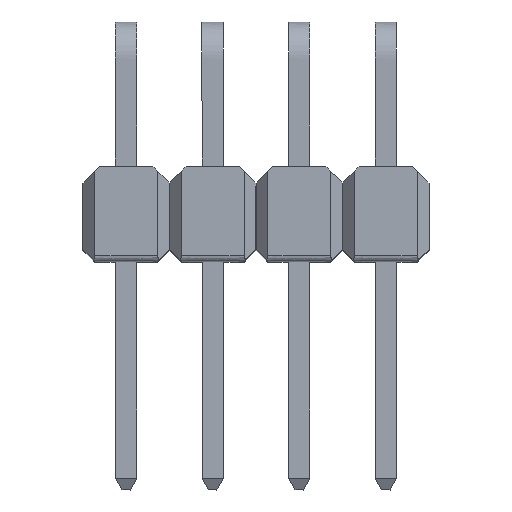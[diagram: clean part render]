
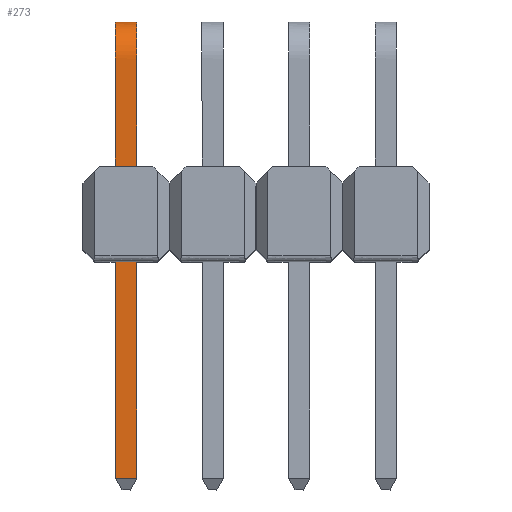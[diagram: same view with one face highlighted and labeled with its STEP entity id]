
A CAD part, top view. The second image highlights one B-rep face of the part: STEP entity #273.
In plain terms, the highlighted free-form (B-spline) face has degree [1, 2] with [2, 9] control points.
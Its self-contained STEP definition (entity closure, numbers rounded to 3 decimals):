
#273=ADVANCED_FACE('',(#593),#10475,.T.);
#593=FACE_OUTER_BOUND('',#918,.T.);
#918=EDGE_LOOP('',(#1471,#1472,#1473,#1474));
#1471=ORIENTED_EDGE('',*,*,#7121,.T.);
#1472=ORIENTED_EDGE('',*,*,#7111,.F.);
#1473=ORIENTED_EDGE('',*,*,#7122,.T.);
#1474=ORIENTED_EDGE('',*,*,#7118,.F.);
#2829=(
BOUNDED_CURVE()
B_SPLINE_CURVE(2,(#12969,#12970,#12971,#12972,#12973,#12974,#12975,#12976,
#12977),.UNSPECIFIED.,.F.,.F.)
B_SPLINE_CURVE_WITH_KNOTS((3,2,2,2,3),(-59.405,-47.092,
-45.388,-42.385,-39.845),.UNSPECIFIED.)
CURVE()
GEOMETRIC_REPRESENTATION_ITEM()
RATIONAL_B_SPLINE_CURVE((1.,1.,1.,0.707,1.,1.,1.,1.,1.))
REPRESENTATION_ITEM('')
);
#2830=(
BOUNDED_CURVE()
B_SPLINE_CURVE(2,(#12978,#12979,#12980,#12981,#12982,#12983,#12984,#12985,
#12986),.UNSPECIFIED.,.F.,.F.)
B_SPLINE_CURVE_WITH_KNOTS((3,2,2,2,3),(-59.405,-47.092,
-45.388,-42.385,-39.845),.UNSPECIFIED.)
CURVE()
GEOMETRIC_REPRESENTATION_ITEM()
RATIONAL_B_SPLINE_CURVE((1.,1.,1.,0.707,1.,1.,1.,1.,1.))
REPRESENTATION_ITEM('')
);
#2835=(
BOUNDED_CURVE()
B_SPLINE_CURVE(2,(#13047,#13048,#13049,#13050,#13051,#13052,#13053,#13054,
#13055),.UNSPECIFIED.,.F.,.F.)
B_SPLINE_CURVE_WITH_KNOTS((3,2,2,2,3),(39.845,42.385,
45.388,47.092,59.405),.UNSPECIFIED.)
CURVE()
GEOMETRIC_REPRESENTATION_ITEM()
RATIONAL_B_SPLINE_CURVE((1.,1.,1.,1.,1.,0.707,1.,1.,1.))
REPRESENTATION_ITEM('')
);
#2836=(
BOUNDED_CURVE()
B_SPLINE_CURVE(2,(#13056,#13057,#13058,#13059,#13060,#13061,#13062,#13063,
#13064),.UNSPECIFIED.,.F.,.F.)
B_SPLINE_CURVE_WITH_KNOTS((3,2,2,2,3),(39.845,42.385,
45.388,47.092,59.405),.UNSPECIFIED.)
CURVE()
GEOMETRIC_REPRESENTATION_ITEM()
RATIONAL_B_SPLINE_CURVE((1.,1.,1.,1.,1.,0.707,1.,1.,1.))
REPRESENTATION_ITEM('')
);
#3259=PCURVE('',#10545,#4851);
#3266=PCURVE('',#10546,#4858);
#3271=PCURVE('',#10475,#4863);
#3272=PCURVE('',#10475,#4864);
#3273=PCURVE('',#10475,#4865);
#3274=PCURVE('',#10475,#4866);
#3285=PCURVE('',#10549,#4877);
#3307=PCURVE('',#10555,#4899);
#4851=DEFINITIONAL_REPRESENTATION('',(#2830),#18924);
#4858=DEFINITIONAL_REPRESENTATION('',(#2836),#18924);
#4863=DEFINITIONAL_REPRESENTATION('',(#8151),#18924);
#4864=DEFINITIONAL_REPRESENTATION('',(#8152),#18924);
#4865=DEFINITIONAL_REPRESENTATION('',(#8154),#18924);
#4866=DEFINITIONAL_REPRESENTATION('',(#8155),#18924);
#4877=DEFINITIONAL_REPRESENTATION('',(#8173),#18924);
#4899=DEFINITIONAL_REPRESENTATION('',(#8203),#18924);
#6315=SURFACE_CURVE('',#2829,(#3259,#3272),.PCURVE_S1.);
#6322=SURFACE_CURVE('',#2835,(#3266,#3274),.PCURVE_S1.);
#6325=SURFACE_CURVE('',#8150,(#3271,#3307),.PCURVE_S1.);
#6326=SURFACE_CURVE('',#8153,(#3273,#3285),.PCURVE_S1.);
#7111=EDGE_CURVE('',#10050,#10053,#6315,.T.);
#7118=EDGE_CURVE('',#10057,#10054,#6322,.T.);
#7121=EDGE_CURVE('',#10057,#10053,#6325,.T.);
#7122=EDGE_CURVE('',#10050,#10054,#6326,.T.);
#8150=B_SPLINE_CURVE_WITH_KNOTS('',1,(#13077,#13078),.UNSPECIFIED.,.F.,.F.,
(2,2),(0.,0.63),.UNSPECIFIED.);
#8151=B_SPLINE_CURVE_WITH_KNOTS('',1,(#13079,#13080),.UNSPECIFIED.,.F.,.F.,
(2,2),(0.,0.63),.UNSPECIFIED.);
#8152=B_SPLINE_CURVE_WITH_KNOTS('',1,(#13081,#13082),.UNSPECIFIED.,.F.,.F.,
(2,2),(-59.405,-39.845),.UNSPECIFIED.);
#8153=B_SPLINE_CURVE_WITH_KNOTS('',1,(#13083,#13084),.UNSPECIFIED.,.F.,.F.,
(2,2),(0.,0.63),.UNSPECIFIED.);
#8154=B_SPLINE_CURVE_WITH_KNOTS('',1,(#13085,#13086),.UNSPECIFIED.,.F.,.F.,
(2,2),(0.,0.63),.UNSPECIFIED.);
#8155=B_SPLINE_CURVE_WITH_KNOTS('',1,(#13087,#13088),.UNSPECIFIED.,.F.,.F.,
(2,2),(39.845,59.405),.UNSPECIFIED.);
#8173=B_SPLINE_CURVE_WITH_KNOTS('',1,(#13123,#13124),.UNSPECIFIED.,.F.,.F.,
(2,2),(0.,0.63),.UNSPECIFIED.);
#8203=B_SPLINE_CURVE_WITH_KNOTS('',1,(#13183,#13184),.UNSPECIFIED.,.F.,.F.,
(2,2),(0.,0.63),.UNSPECIFIED.);
#10050=VERTEX_POINT('',#12953);
#10053=VERTEX_POINT('',#12956);
#10054=VERTEX_POINT('',#12957);
#10057=VERTEX_POINT('',#12960);
#10475=(
BOUNDED_SURFACE()
B_SPLINE_SURFACE(1,2,((#12925,#12926,#12927,#12928,#12929,#12930,#12931,
#12932,#12933),(#12934,#12935,#12936,#12937,#12938,#12939,#12940,#12941,
#12942)),.UNSPECIFIED.,.F.,.F.,.F.)
B_SPLINE_SURFACE_WITH_KNOTS((2,2),(3,2,2,2,3),(0.,0.63),(39.845,
42.385,45.388,47.092,59.405),
 .UNSPECIFIED.)
GEOMETRIC_REPRESENTATION_ITEM()
RATIONAL_B_SPLINE_SURFACE(((1.,1.,1.,1.,1.,0.707,1.,1.,1.),(1.,
1.,1.,1.,1.,0.707,1.,1.,1.)))
REPRESENTATION_ITEM('')
SURFACE()
);
#10545=PLANE('',#10833);
#10546=PLANE('',#10834);
#10549=PLANE('',#10837);
#10555=PLANE('',#10843);
#10833=AXIS2_PLACEMENT_3D('',#12901,#11105,$);
#10834=AXIS2_PLACEMENT_3D('',#12902,#11106,$);
#10837=AXIS2_PLACEMENT_3D('',#12945,#11109,$);
#10843=AXIS2_PLACEMENT_3D('',#12951,#11115,$);
#11105=DIRECTION('',(-1.,0.,0.));
#11106=DIRECTION('',(1.,0.,0.));
#11109=DIRECTION('',(0.,-0.488,0.873));
#11115=DIRECTION('',(0.,0.873,-0.488));
#12901=CARTESIAN_POINT('',(-0.315,-10.543,4.675));
#12902=CARTESIAN_POINT('',(0.315,-10.543,4.675));
#12925=CARTESIAN_POINT('',(0.315,2.855,-2.86));
#12926=CARTESIAN_POINT('',(0.315,2.855,-1.59));
#12927=CARTESIAN_POINT('',(0.315,2.855,-0.32));
#12928=CARTESIAN_POINT('',(0.315,2.855,1.635));
#12929=CARTESIAN_POINT('',(0.315,2.855,3.59));
#12930=CARTESIAN_POINT('',(0.315,2.855,4.675));
#12931=CARTESIAN_POINT('',(0.315,1.77,4.675));
#12932=CARTESIAN_POINT('',(0.315,-4.386,4.675));
#12933=CARTESIAN_POINT('',(0.315,-10.543,4.675));
#12934=CARTESIAN_POINT('',(-0.316,2.855,-2.86));
#12935=CARTESIAN_POINT('',(-0.316,2.855,-1.59));
#12936=CARTESIAN_POINT('',(-0.316,2.855,-0.32));
#12937=CARTESIAN_POINT('',(-0.316,2.855,1.635));
#12938=CARTESIAN_POINT('',(-0.316,2.855,3.59));
#12939=CARTESIAN_POINT('',(-0.316,2.855,4.675));
#12940=CARTESIAN_POINT('',(-0.316,1.77,4.675));
#12941=CARTESIAN_POINT('',(-0.315,-4.387,4.675));
#12942=CARTESIAN_POINT('',(-0.315,-10.543,4.675));
#12945=CARTESIAN_POINT('',(-0.315,-10.883,4.485));
#12951=CARTESIAN_POINT('',(0.325,2.66,-3.209));
#12953=CARTESIAN_POINT('',(-0.315,-10.543,4.675));
#12956=CARTESIAN_POINT('',(-0.316,2.855,-2.86));
#12957=CARTESIAN_POINT('',(0.315,-10.543,4.675));
#12960=CARTESIAN_POINT('',(0.315,2.855,-2.86));
#12969=CARTESIAN_POINT('',(-0.315,-10.543,4.675));
#12970=CARTESIAN_POINT('',(-0.315,-4.387,4.675));
#12971=CARTESIAN_POINT('',(-0.316,1.77,4.675));
#12972=CARTESIAN_POINT('',(-0.316,2.855,4.675));
#12973=CARTESIAN_POINT('',(-0.316,2.855,3.59));
#12974=CARTESIAN_POINT('',(-0.316,2.855,1.635));
#12975=CARTESIAN_POINT('',(-0.316,2.855,-0.32));
#12976=CARTESIAN_POINT('',(-0.316,2.855,-1.59));
#12977=CARTESIAN_POINT('',(-0.316,2.855,-2.86));
#12978=CARTESIAN_POINT('',(0.,0.));
#12979=CARTESIAN_POINT('',(6.157,0.));
#12980=CARTESIAN_POINT('',(12.313,0.));
#12981=CARTESIAN_POINT('',(13.398,0.));
#12982=CARTESIAN_POINT('',(13.398,1.085));
#12983=CARTESIAN_POINT('',(13.398,3.04));
#12984=CARTESIAN_POINT('',(13.398,4.995));
#12985=CARTESIAN_POINT('',(13.398,6.265));
#12986=CARTESIAN_POINT('',(13.398,7.535));
#13047=CARTESIAN_POINT('',(0.315,2.855,-2.86));
#13048=CARTESIAN_POINT('',(0.315,2.855,-1.59));
#13049=CARTESIAN_POINT('',(0.315,2.855,-0.32));
#13050=CARTESIAN_POINT('',(0.315,2.855,1.635));
#13051=CARTESIAN_POINT('',(0.315,2.855,3.59));
#13052=CARTESIAN_POINT('',(0.315,2.855,4.675));
#13053=CARTESIAN_POINT('',(0.315,1.77,4.675));
#13054=CARTESIAN_POINT('',(0.315,-4.387,4.675));
#13055=CARTESIAN_POINT('',(0.315,-10.543,4.675));
#13056=CARTESIAN_POINT('',(7.535,13.398));
#13057=CARTESIAN_POINT('',(6.265,13.398));
#13058=CARTESIAN_POINT('',(4.995,13.398));
#13059=CARTESIAN_POINT('',(3.04,13.398));
#13060=CARTESIAN_POINT('',(1.085,13.398));
#13061=CARTESIAN_POINT('',(0.,13.398));
#13062=CARTESIAN_POINT('',(0.,12.313));
#13063=CARTESIAN_POINT('',(0.,6.157));
#13064=CARTESIAN_POINT('',(0.,0.));
#13077=CARTESIAN_POINT('',(0.315,2.855,-2.86));
#13078=CARTESIAN_POINT('',(-0.316,2.855,-2.86));
#13079=CARTESIAN_POINT('',(0.,39.845));
#13080=CARTESIAN_POINT('',(0.63,39.845));
#13081=CARTESIAN_POINT('',(0.63,59.405));
#13082=CARTESIAN_POINT('',(0.63,39.845));
#13083=CARTESIAN_POINT('',(-0.315,-10.543,4.675));
#13084=CARTESIAN_POINT('',(0.315,-10.543,4.675));
#13085=CARTESIAN_POINT('',(0.63,59.405));
#13086=CARTESIAN_POINT('',(0.,59.405));
#13087=CARTESIAN_POINT('',(0.,39.845));
#13088=CARTESIAN_POINT('',(0.,59.405));
#13123=CARTESIAN_POINT('',(-0.19,0.389));
#13124=CARTESIAN_POINT('',(0.44,0.389));
#13183=CARTESIAN_POINT('',(-0.63,0.));
#13184=CARTESIAN_POINT('',(0.,0.));
#18924=(
GEOMETRIC_REPRESENTATION_CONTEXT(2)
PARAMETRIC_REPRESENTATION_CONTEXT()
REPRESENTATION_CONTEXT('pspace','')
);
